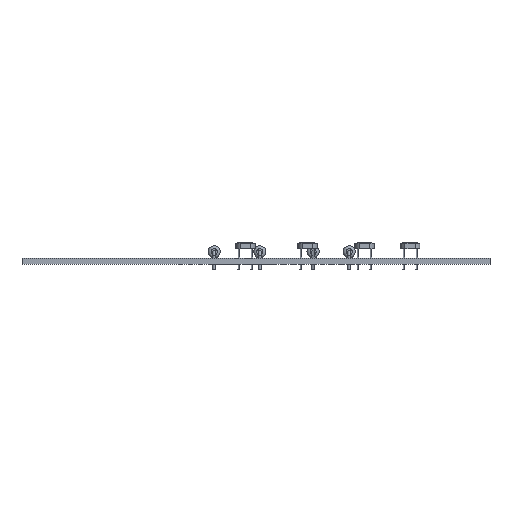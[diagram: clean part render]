
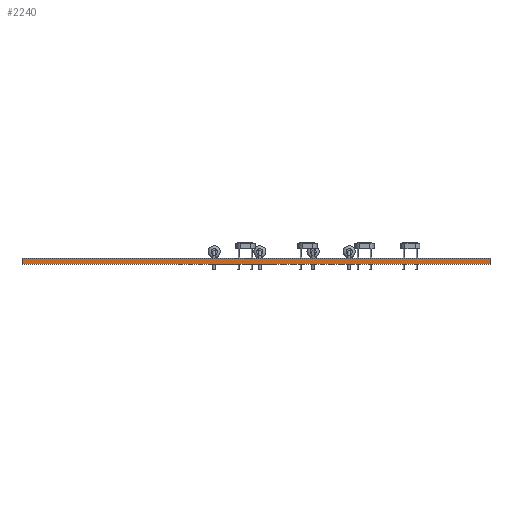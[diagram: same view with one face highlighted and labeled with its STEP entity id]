
A CAD part, front view. The second image highlights one B-rep face of the part: STEP entity #2240.
In plain terms, the highlighted planar face has unit normal (0, -1, 0).
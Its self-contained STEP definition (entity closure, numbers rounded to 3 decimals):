
#2240 = ADVANCED_FACE('',(#2241),#2275,.T.);
#2241 = FACE_BOUND('',#2242,.T.);
#2242 = EDGE_LOOP('',(#2243,#2253,#2261,#2269));
#2243 = ORIENTED_EDGE('',*,*,#2244,.T.);
#2244 = EDGE_CURVE('',#2245,#2247,#2249,.T.);
#2245 = VERTEX_POINT('',#2246);
#2246 = CARTESIAN_POINT('',(206.,-143.,0.));
#2247 = VERTEX_POINT('',#2248);
#2248 = CARTESIAN_POINT('',(206.,-143.,1.6));
#2249 = LINE('',#2250,#2251);
#2250 = CARTESIAN_POINT('',(206.,-143.,0.));
#2251 = VECTOR('',#2252,1.);
#2252 = DIRECTION('',(0.,0.,1.));
#2253 = ORIENTED_EDGE('',*,*,#2254,.T.);
#2254 = EDGE_CURVE('',#2247,#2255,#2257,.T.);
#2255 = VERTEX_POINT('',#2256);
#2256 = CARTESIAN_POINT('',(83.,-143.,1.6));
#2257 = LINE('',#2258,#2259);
#2258 = CARTESIAN_POINT('',(206.,-143.,1.6));
#2259 = VECTOR('',#2260,1.);
#2260 = DIRECTION('',(-1.,0.,0.));
#2261 = ORIENTED_EDGE('',*,*,#2262,.F.);
#2262 = EDGE_CURVE('',#2263,#2255,#2265,.T.);
#2263 = VERTEX_POINT('',#2264);
#2264 = CARTESIAN_POINT('',(83.,-143.,0.));
#2265 = LINE('',#2266,#2267);
#2266 = CARTESIAN_POINT('',(83.,-143.,0.));
#2267 = VECTOR('',#2268,1.);
#2268 = DIRECTION('',(0.,0.,1.));
#2269 = ORIENTED_EDGE('',*,*,#2270,.F.);
#2270 = EDGE_CURVE('',#2245,#2263,#2271,.T.);
#2271 = LINE('',#2272,#2273);
#2272 = CARTESIAN_POINT('',(206.,-143.,0.));
#2273 = VECTOR('',#2274,1.);
#2274 = DIRECTION('',(-1.,0.,0.));
#2275 = PLANE('',#2276);
#2276 = AXIS2_PLACEMENT_3D('',#2277,#2278,#2279);
#2277 = CARTESIAN_POINT('',(206.,-143.,0.));
#2278 = DIRECTION('',(0.,-1.,0.));
#2279 = DIRECTION('',(-1.,0.,0.));
